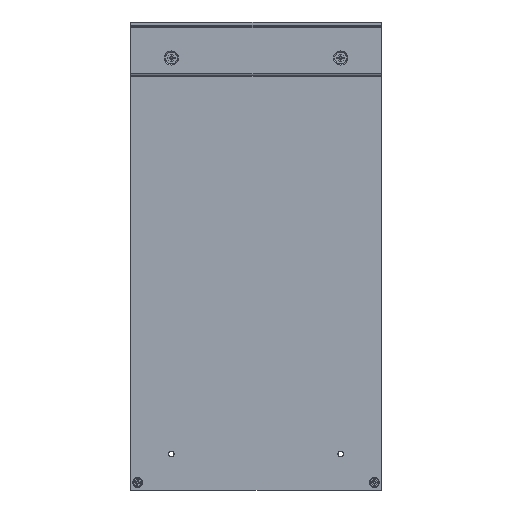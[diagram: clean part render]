
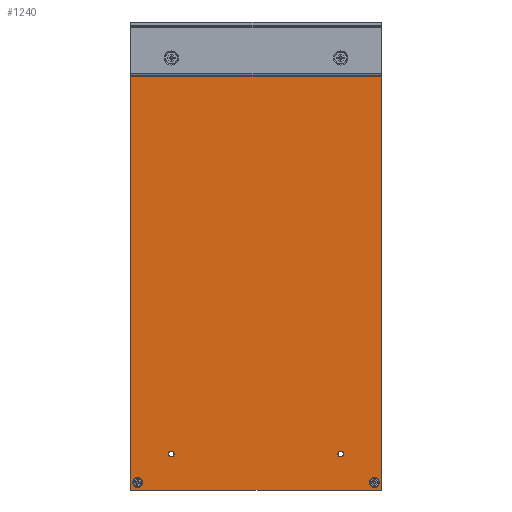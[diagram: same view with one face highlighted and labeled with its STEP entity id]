
A CAD part, front view. The second image highlights one B-rep face of the part: STEP entity #1240.
In plain terms, the highlighted planar face has unit normal (0, -1, 0).
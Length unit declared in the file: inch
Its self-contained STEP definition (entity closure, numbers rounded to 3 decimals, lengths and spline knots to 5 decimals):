
#1240 = ADVANCED_FACE ( 'NONE', ( #40734, #68340, #24486, #41085, #6834, #34918, #18343, #28822, #2547 ), #54976, .T. ) ;
#1282 = ORIENTED_EDGE ( 'NONE', *, *, #5605, .T. ) ;
#1930 = AXIS2_PLACEMENT_3D ( 'NONE', #5838, #59885, #32159 ) ;
#2073 = CARTESIAN_POINT ( 'NONE',  ( 3.48449, -8.3002, -12.99921 ) ) ;
#2547 = FACE_OUTER_BOUND ( 'NONE', #48142, .T. ) ;
#3258 = DIRECTION ( 'NONE',  ( 0., 1., 0. ) ) ;
#3707 = CARTESIAN_POINT ( 'NONE',  ( 3.28598, -8.3002, -0.3478 ) ) ;
#3940 = ORIENTED_EDGE ( 'NONE', *, *, #35599, .T. ) ;
#4580 = VERTEX_POINT ( 'NONE', #60389 ) ;
#4996 = ORIENTED_EDGE ( 'NONE', *, *, #57907, .T. ) ;
#5215 = CARTESIAN_POINT ( 'NONE',  ( -2.35189, -8.3002, -11.99921 ) ) ;
#5554 = CIRCLE ( 'NONE', #10141, 0.07799 ) ;
#5605 = EDGE_CURVE ( 'NONE', #43676, #43676, #23714, .T. ) ;
#5838 = CARTESIAN_POINT ( 'NONE',  ( -3.28701, -8.3002, -0.21 ) ) ;
#6347 = CIRCLE ( 'NONE', #69583, 0.07799 ) ;
#6834 = FACE_BOUND ( 'NONE', #44171, .T. ) ;
#6870 = ORIENTED_EDGE ( 'NONE', *, *, #30151, .T. ) ;
#7180 = EDGE_LOOP ( 'NONE', ( #21766 ) ) ;
#7521 = DIRECTION ( 'NONE',  ( 0., 1., 0. ) ) ;
#7969 = EDGE_LOOP ( 'NONE', ( #6870 ) ) ;
#8276 = VERTEX_POINT ( 'NONE', #49115 ) ;
#9072 = DIRECTION ( 'NONE',  ( 0., 0., -1. ) ) ;
#10141 = AXIS2_PLACEMENT_3D ( 'NONE', #63703, #3258, #35672 ) ;
#10823 = ORIENTED_EDGE ( 'NONE', *, *, #58406, .T. ) ;
#14179 = VERTEX_POINT ( 'NONE', #19282 ) ;
#14353 = VERTEX_POINT ( 'NONE', #49031 ) ;
#14724 = DIRECTION ( 'NONE',  ( 0., 1., 0. ) ) ;
#16420 = VECTOR ( 'NONE', #51046, 39.37008 ) ;
#18093 = DIRECTION ( 'NONE',  ( 0., 0., -1. ) ) ;
#18343 = FACE_BOUND ( 'NONE', #36303, .T. ) ;
#18649 = CARTESIAN_POINT ( 'NONE',  ( -3.48551, -8.3002, 0. ) ) ;
#19282 = CARTESIAN_POINT ( 'NONE',  ( -2.35189, -8.3002, -11.92122 ) ) ;
#19842 = CARTESIAN_POINT ( 'NONE',  ( -2.35189, -8.3002, -1. ) ) ;
#21706 = DIRECTION ( 'NONE',  ( 0., 0., -1. ) ) ;
#21766 = ORIENTED_EDGE ( 'NONE', *, *, #53646, .T. ) ;
#22873 = EDGE_LOOP ( 'NONE', ( #3940 ) ) ;
#22944 = CARTESIAN_POINT ( 'NONE',  ( 2.35087, -8.3002, -12.0772 ) ) ;
#23110 = ORIENTED_EDGE ( 'NONE', *, *, #36660, .T. ) ;
#23714 = CIRCLE ( 'NONE', #28326, 0.1378 ) ;
#23789 = CARTESIAN_POINT ( 'NONE',  ( 3.48449, -8.3002, -6.49961 ) ) ;
#24486 = FACE_BOUND ( 'NONE', #7180, .T. ) ;
#24848 = EDGE_LOOP ( 'NONE', ( #50940 ) ) ;
#26290 = EDGE_CURVE ( 'NONE', #31678, #31678, #65856, .T. ) ;
#26526 = VECTOR ( 'NONE', #68749, 39.37008 ) ;
#26541 = CARTESIAN_POINT ( 'NONE',  ( -3.48551, -8.3002, -6.49961 ) ) ;
#28326 = AXIS2_PLACEMENT_3D ( 'NONE', #67732, #56639, #18093 ) ;
#28801 = CIRCLE ( 'NONE', #46095, 0.07799 ) ;
#28822 = FACE_BOUND ( 'NONE', #30083, .T. ) ;
#30083 = EDGE_LOOP ( 'NONE', ( #64000 ) ) ;
#30151 = EDGE_CURVE ( 'NONE', #14353, #14353, #6347, .T. ) ;
#30846 = ORIENTED_EDGE ( 'NONE', *, *, #26290, .T. ) ;
#31078 = DIRECTION ( 'NONE',  ( 0., 1., 0. ) ) ;
#31678 = VERTEX_POINT ( 'NONE', #37501 ) ;
#31946 = VERTEX_POINT ( 'NONE', #38119 ) ;
#32159 = DIRECTION ( 'NONE',  ( 0., 0., -1. ) ) ;
#32953 = DIRECTION ( 'NONE',  ( 0., 0., 1. ) ) ;
#33837 = CARTESIAN_POINT ( 'NONE',  ( -3.28701, -8.3002, -0.3478 ) ) ;
#34918 = FACE_BOUND ( 'NONE', #7969, .T. ) ;
#35466 = DIRECTION ( 'NONE',  ( -1., 0., 0. ) ) ;
#35599 = EDGE_CURVE ( 'NONE', #38934, #38934, #54799, .T. ) ;
#35672 = DIRECTION ( 'NONE',  ( 0., 0., -1. ) ) ;
#36303 = EDGE_LOOP ( 'NONE', ( #30846 ) ) ;
#36660 = EDGE_CURVE ( 'NONE', #52674, #8276, #62990, .T. ) ;
#36906 = VERTEX_POINT ( 'NONE', #18649 ) ;
#37182 = CARTESIAN_POINT ( 'NONE',  ( -3.48551, -8.3002, -6.49961 ) ) ;
#37501 = CARTESIAN_POINT ( 'NONE',  ( 3.28598, -8.3002, -12.92701 ) ) ;
#38119 = CARTESIAN_POINT ( 'NONE',  ( -2.35189, -8.3002, -1.07799 ) ) ;
#38532 = CIRCLE ( 'NONE', #46562, 0.1378 ) ;
#38934 = VERTEX_POINT ( 'NONE', #33837 ) ;
#39061 = EDGE_CURVE ( 'NONE', #36906, #40199, #63755, .T. ) ;
#40199 = VERTEX_POINT ( 'NONE', #52804 ) ;
#40734 = FACE_BOUND ( 'NONE', #24848, .T. ) ;
#41085 = FACE_BOUND ( 'NONE', #49345, .T. ) ;
#43676 = VERTEX_POINT ( 'NONE', #3707 ) ;
#44171 = EDGE_LOOP ( 'NONE', ( #1282 ) ) ;
#46095 = AXIS2_PLACEMENT_3D ( 'NONE', #19842, #14724, #63731 ) ;
#46562 = AXIS2_PLACEMENT_3D ( 'NONE', #57680, #58415, #9072 ) ;
#48142 = EDGE_LOOP ( 'NONE', ( #4996, #67607, #10823, #23110 ) ) ;
#48558 = DIRECTION ( 'NONE',  ( 0., -1., 0. ) ) ;
#49031 = CARTESIAN_POINT ( 'NONE',  ( 2.35087, -8.3002, -0.92201 ) ) ;
#49115 = CARTESIAN_POINT ( 'NONE',  ( 3.48449, -8.3002, 0. ) ) ;
#49345 = EDGE_LOOP ( 'NONE', ( #59743 ) ) ;
#50477 = EDGE_CURVE ( 'NONE', #31946, #31946, #28801, .T. ) ;
#50940 = ORIENTED_EDGE ( 'NONE', *, *, #50477, .T. ) ;
#51046 = DIRECTION ( 'NONE',  ( 1., 0., 0. ) ) ;
#51817 = DIRECTION ( 'NONE',  ( 0., 0., 1. ) ) ;
#52030 = AXIS2_PLACEMENT_3D ( 'NONE', #5215, #54911, #32953 ) ;
#52674 = VERTEX_POINT ( 'NONE', #2073 ) ;
#52804 = CARTESIAN_POINT ( 'NONE',  ( -3.48551, -8.3002, -12.99921 ) ) ;
#53646 = EDGE_CURVE ( 'NONE', #4580, #4580, #38532, .T. ) ;
#53919 = DIRECTION ( 'NONE',  ( 0., 0., -1. ) ) ;
#54416 = CARTESIAN_POINT ( 'NONE',  ( 3.28598, -8.3002, -12.78921 ) ) ;
#54799 = CIRCLE ( 'NONE', #1930, 0.1378 ) ;
#54911 = DIRECTION ( 'NONE',  ( 0., 1., 0. ) ) ;
#54976 = PLANE ( 'NONE',  #70262 ) ;
#56077 = VECTOR ( 'NONE', #57575, 39.37008 ) ;
#56541 = VECTOR ( 'NONE', #35466, 39.37008 ) ;
#56639 = DIRECTION ( 'NONE',  ( 0., 1., 0. ) ) ;
#57575 = DIRECTION ( 'NONE',  ( 0., 0., 1. ) ) ;
#57680 = CARTESIAN_POINT ( 'NONE',  ( -3.28701, -8.3002, -12.78921 ) ) ;
#57907 = EDGE_CURVE ( 'NONE', #8276, #36906, #63510, .T. ) ;
#58406 = EDGE_CURVE ( 'NONE', #40199, #52674, #66444, .T. ) ;
#58415 = DIRECTION ( 'NONE',  ( 0., 1., 0. ) ) ;
#59743 = ORIENTED_EDGE ( 'NONE', *, *, #68770, .T. ) ;
#59885 = DIRECTION ( 'NONE',  ( 0., 1., 0. ) ) ;
#60389 = CARTESIAN_POINT ( 'NONE',  ( -3.28701, -8.3002, -12.92701 ) ) ;
#62434 = AXIS2_PLACEMENT_3D ( 'NONE', #54416, #31078, #21706 ) ;
#62503 = CARTESIAN_POINT ( 'NONE',  ( -3.48551, -8.3002, -12.99921 ) ) ;
#62926 = EDGE_CURVE ( 'NONE', #68203, #68203, #5554, .T. ) ;
#62990 = LINE ( 'NONE', #23789, #56077 ) ;
#63510 = LINE ( 'NONE', #68530, #56541 ) ;
#63703 = CARTESIAN_POINT ( 'NONE',  ( 2.35087, -8.3002, -11.99921 ) ) ;
#63731 = DIRECTION ( 'NONE',  ( 0., 0., -1. ) ) ;
#63755 = LINE ( 'NONE', #37182, #26526 ) ;
#64000 = ORIENTED_EDGE ( 'NONE', *, *, #62926, .T. ) ;
#64655 = CIRCLE ( 'NONE', #52030, 0.07799 ) ;
#65856 = CIRCLE ( 'NONE', #62434, 0.1378 ) ;
#66444 = LINE ( 'NONE', #62503, #16420 ) ;
#66906 = CARTESIAN_POINT ( 'NONE',  ( 2.35087, -8.3002, -1. ) ) ;
#67607 = ORIENTED_EDGE ( 'NONE', *, *, #39061, .T. ) ;
#67732 = CARTESIAN_POINT ( 'NONE',  ( 3.28598, -8.3002, -0.21 ) ) ;
#68203 = VERTEX_POINT ( 'NONE', #22944 ) ;
#68340 = FACE_BOUND ( 'NONE', #22873, .T. ) ;
#68530 = CARTESIAN_POINT ( 'NONE',  ( -3.48551, -8.3002, 0. ) ) ;
#68749 = DIRECTION ( 'NONE',  ( 0., 0., -1. ) ) ;
#68770 = EDGE_CURVE ( 'NONE', #14179, #14179, #64655, .T. ) ;
#69583 = AXIS2_PLACEMENT_3D ( 'NONE', #66906, #7521, #51817 ) ;
#70262 = AXIS2_PLACEMENT_3D ( 'NONE', #26541, #48558, #53919 ) ;
